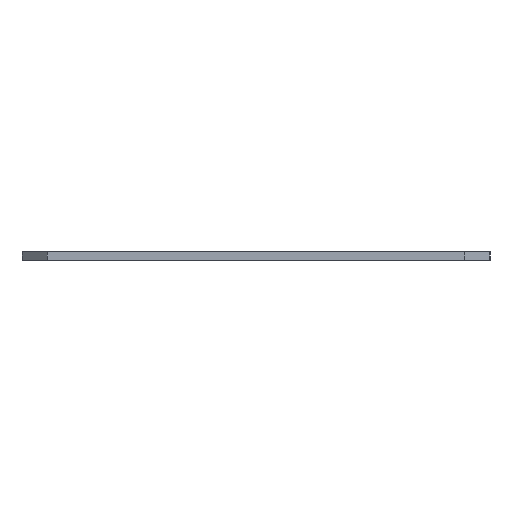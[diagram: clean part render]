
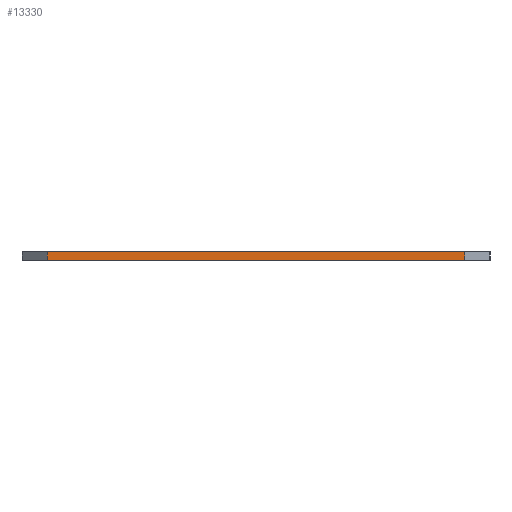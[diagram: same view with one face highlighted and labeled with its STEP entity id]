
A CAD part, left-side view. The second image highlights one B-rep face of the part: STEP entity #13330.
In plain terms, the highlighted planar face has unit normal (-1, 0, 0).
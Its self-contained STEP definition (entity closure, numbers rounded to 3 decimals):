
#83 = PLANE('',#84);
#84 = AXIS2_PLACEMENT_3D('',#85,#86,#87);
#85 = CARTESIAN_POINT('',(0.,0.,1.59));
#86 = DIRECTION('',(0.,0.,1.));
#87 = DIRECTION('',(1.,0.,-0.));
#137 = PLANE('',#138);
#138 = AXIS2_PLACEMENT_3D('',#139,#140,#141);
#139 = CARTESIAN_POINT('',(0.,0.,0.));
#140 = DIRECTION('',(0.,0.,1.));
#141 = DIRECTION('',(1.,0.,-0.));
#1985 = VERTEX_POINT('',#1986);
#1986 = CARTESIAN_POINT('',(-235.,40.,0.));
#2000 = PLANE('',#2001);
#2001 = AXIS2_PLACEMENT_3D('',#2002,#2003,#2004);
#2002 = CARTESIAN_POINT('',(-230.2,44.8,0.));
#2003 = DIRECTION('',(0.707,-0.707,0.));
#2004 = DIRECTION('',(-0.707,-0.707,0.));
#2012 = EDGE_CURVE('',#1985,#2013,#2015,.T.);
#2013 = VERTEX_POINT('',#2014);
#2014 = CARTESIAN_POINT('',(-235.,-40.,0.));
#2015 = SURFACE_CURVE('',#2016,(#2020,#2027),.PCURVE_S1.);
#2016 = LINE('',#2017,#2018);
#2017 = CARTESIAN_POINT('',(-235.,40.,0.));
#2018 = VECTOR('',#2019,1.);
#2019 = DIRECTION('',(0.,-1.,0.));
#2020 = PCURVE('',#137,#2021);
#2021 = DEFINITIONAL_REPRESENTATION('',(#2022),#2026);
#2022 = LINE('',#2023,#2024);
#2023 = CARTESIAN_POINT('',(-235.,40.));
#2024 = VECTOR('',#2025,1.);
#2025 = DIRECTION('',(0.,-1.));
#2026 = ( GEOMETRIC_REPRESENTATION_CONTEXT(2) 
PARAMETRIC_REPRESENTATION_CONTEXT() REPRESENTATION_CONTEXT('2D SPACE',''
  ) );
#2027 = PCURVE('',#2028,#2033);
#2028 = PLANE('',#2029);
#2029 = AXIS2_PLACEMENT_3D('',#2030,#2031,#2032);
#2030 = CARTESIAN_POINT('',(-235.,40.,0.));
#2031 = DIRECTION('',(1.,0.,-0.));
#2032 = DIRECTION('',(0.,-1.,0.));
#2033 = DEFINITIONAL_REPRESENTATION('',(#2034),#2038);
#2034 = LINE('',#2035,#2036);
#2035 = CARTESIAN_POINT('',(0.,0.));
#2036 = VECTOR('',#2037,1.);
#2037 = DIRECTION('',(1.,0.));
#2038 = ( GEOMETRIC_REPRESENTATION_CONTEXT(2) 
PARAMETRIC_REPRESENTATION_CONTEXT() REPRESENTATION_CONTEXT('2D SPACE',''
  ) );
#2056 = PLANE('',#2057);
#2057 = AXIS2_PLACEMENT_3D('',#2058,#2059,#2060);
#2058 = CARTESIAN_POINT('',(-235.,-40.,0.));
#2059 = DIRECTION('',(0.707,0.707,-0.));
#2060 = DIRECTION('',(0.707,-0.707,0.));
#8562 = VERTEX_POINT('',#8563);
#8563 = CARTESIAN_POINT('',(-235.,40.,1.59));
#8584 = EDGE_CURVE('',#8562,#8585,#8587,.T.);
#8585 = VERTEX_POINT('',#8586);
#8586 = CARTESIAN_POINT('',(-235.,-40.,1.59));
#8587 = SURFACE_CURVE('',#8588,(#8592,#8599),.PCURVE_S1.);
#8588 = LINE('',#8589,#8590);
#8589 = CARTESIAN_POINT('',(-235.,40.,1.59));
#8590 = VECTOR('',#8591,1.);
#8591 = DIRECTION('',(0.,-1.,0.));
#8592 = PCURVE('',#83,#8593);
#8593 = DEFINITIONAL_REPRESENTATION('',(#8594),#8598);
#8594 = LINE('',#8595,#8596);
#8595 = CARTESIAN_POINT('',(-235.,40.));
#8596 = VECTOR('',#8597,1.);
#8597 = DIRECTION('',(0.,-1.));
#8598 = ( GEOMETRIC_REPRESENTATION_CONTEXT(2) 
PARAMETRIC_REPRESENTATION_CONTEXT() REPRESENTATION_CONTEXT('2D SPACE',''
  ) );
#8599 = PCURVE('',#2028,#8600);
#8600 = DEFINITIONAL_REPRESENTATION('',(#8601),#8605);
#8601 = LINE('',#8602,#8603);
#8602 = CARTESIAN_POINT('',(0.,-1.59));
#8603 = VECTOR('',#8604,1.);
#8604 = DIRECTION('',(1.,0.));
#8605 = ( GEOMETRIC_REPRESENTATION_CONTEXT(2) 
PARAMETRIC_REPRESENTATION_CONTEXT() REPRESENTATION_CONTEXT('2D SPACE',''
  ) );
#13280 = EDGE_CURVE('',#2013,#8585,#13281,.T.);
#13281 = SURFACE_CURVE('',#13282,(#13286,#13293),.PCURVE_S1.);
#13282 = LINE('',#13283,#13284);
#13283 = CARTESIAN_POINT('',(-235.,-40.,0.));
#13284 = VECTOR('',#13285,1.);
#13285 = DIRECTION('',(0.,0.,1.));
#13286 = PCURVE('',#2056,#13287);
#13287 = DEFINITIONAL_REPRESENTATION('',(#13288),#13292);
#13288 = LINE('',#13289,#13290);
#13289 = CARTESIAN_POINT('',(0.,0.));
#13290 = VECTOR('',#13291,1.);
#13291 = DIRECTION('',(0.,-1.));
#13292 = ( GEOMETRIC_REPRESENTATION_CONTEXT(2) 
PARAMETRIC_REPRESENTATION_CONTEXT() REPRESENTATION_CONTEXT('2D SPACE',''
  ) );
#13293 = PCURVE('',#2028,#13294);
#13294 = DEFINITIONAL_REPRESENTATION('',(#13295),#13299);
#13295 = LINE('',#13296,#13297);
#13296 = CARTESIAN_POINT('',(80.,0.));
#13297 = VECTOR('',#13298,1.);
#13298 = DIRECTION('',(0.,-1.));
#13299 = ( GEOMETRIC_REPRESENTATION_CONTEXT(2) 
PARAMETRIC_REPRESENTATION_CONTEXT() REPRESENTATION_CONTEXT('2D SPACE',''
  ) );
#13330 = ADVANCED_FACE('',(#13331),#2028,.F.);
#13331 = FACE_BOUND('',#13332,.F.);
#13332 = EDGE_LOOP('',(#13333,#13354,#13355,#13356));
#13333 = ORIENTED_EDGE('',*,*,#13334,.T.);
#13334 = EDGE_CURVE('',#1985,#8562,#13335,.T.);
#13335 = SURFACE_CURVE('',#13336,(#13340,#13347),.PCURVE_S1.);
#13336 = LINE('',#13337,#13338);
#13337 = CARTESIAN_POINT('',(-235.,40.,0.));
#13338 = VECTOR('',#13339,1.);
#13339 = DIRECTION('',(0.,0.,1.));
#13340 = PCURVE('',#2028,#13341);
#13341 = DEFINITIONAL_REPRESENTATION('',(#13342),#13346);
#13342 = LINE('',#13343,#13344);
#13343 = CARTESIAN_POINT('',(0.,0.));
#13344 = VECTOR('',#13345,1.);
#13345 = DIRECTION('',(0.,-1.));
#13346 = ( GEOMETRIC_REPRESENTATION_CONTEXT(2) 
PARAMETRIC_REPRESENTATION_CONTEXT() REPRESENTATION_CONTEXT('2D SPACE',''
  ) );
#13347 = PCURVE('',#2000,#13348);
#13348 = DEFINITIONAL_REPRESENTATION('',(#13349),#13353);
#13349 = LINE('',#13350,#13351);
#13350 = CARTESIAN_POINT('',(6.788,0.));
#13351 = VECTOR('',#13352,1.);
#13352 = DIRECTION('',(0.,-1.));
#13353 = ( GEOMETRIC_REPRESENTATION_CONTEXT(2) 
PARAMETRIC_REPRESENTATION_CONTEXT() REPRESENTATION_CONTEXT('2D SPACE',''
  ) );
#13354 = ORIENTED_EDGE('',*,*,#8584,.T.);
#13355 = ORIENTED_EDGE('',*,*,#13280,.F.);
#13356 = ORIENTED_EDGE('',*,*,#2012,.F.);
